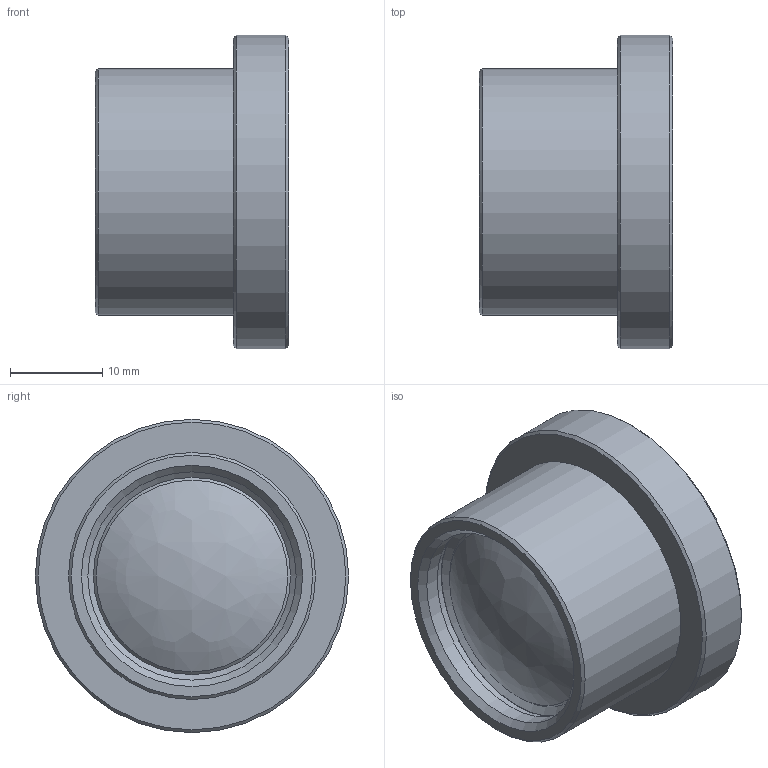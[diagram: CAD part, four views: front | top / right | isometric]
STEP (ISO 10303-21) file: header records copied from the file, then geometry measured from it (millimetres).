
FILE_DESCRIPTION (( 'STEP AP203' ), '1' );
FILE_NAME ('19mm.STEP', '2023-08-22T07:30:59', ( 'Windows User' ), ( 'P R C' ), 'SwSTEP 2.0', 'SolidWorks 2020', '' );
FILE_SCHEMA (( 'CONFIG_CONTROL_DESIGN' ));
Length unit declared in the file: millimetre
Products named in the file (1): 19mm
Bounding box: 21 x 34 x 34 mm (x, y, z)
Volume: 12416.8 mm3; surface area: 4099.1 mm2
Topology: 1 solids, 1 shells, 20 faces, 38 edges, 25 vertices
Faces by surface type: cone 7, cylinder 6, plane 5, bspline 2
Full cylindrical faces by diameter (mm): 17.4 x1, 21.4 x1, 22.6 x1, 23.4 x1, 26.8 x1, 34 x1
Entity records: 493 total; most frequent: CARTESIAN_POINT 89, DIRECTION 76, AXIS2_PLACEMENT_3D 38, EDGE_LOOP 38, ORIENTED_EDGE 38, FACE_OUTER_BOUND 26, ADVANCED_FACE 20, CIRCLE 19
